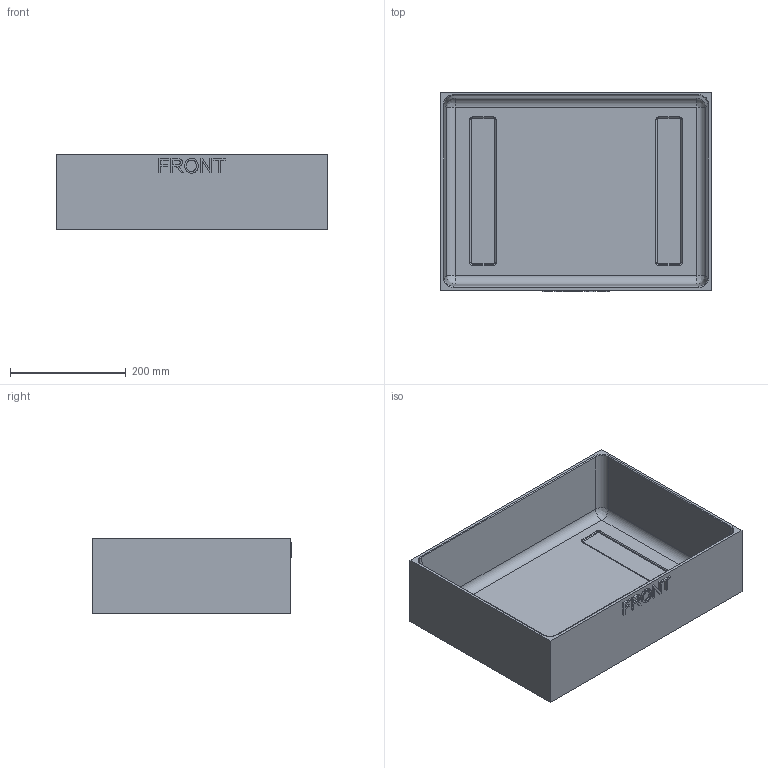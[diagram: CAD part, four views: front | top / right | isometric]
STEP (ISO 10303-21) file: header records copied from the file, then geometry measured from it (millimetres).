
FILE_DESCRIPTION( ( 'Unknown' ), '1' );
FILE_NAME( '2400-base_internal_tub.stp', 'Unknown', ( 'Unknown' ), ( 'Unknown' ), 'PSStep 10.1', 'Unknown', ' ' );
FILE_SCHEMA( ( 'AUTOMOTIVE_DESIGN { 1 0 10303 214 1 1 1 1 }' ) );
Length unit declared in the file: millimetre
Products named in the file (1): 1
Bounding box: 469.9 x 346.07 x 130.18 mm (x, y, z)
Volume: 2751717.5 mm3; surface area: 709468.1 mm2
Topology: 1 solids, 1 shells, 111 faces, 265 edges, 162 vertices
Faces by surface type: plane 53, bspline 30, cylinder 22, extrusion 6
Entity records: 4084 total; most frequent: CARTESIAN_POINT 1837, ORIENTED_EDGE 518, DIRECTION 363, EDGE_CURVE 259, VERTEX_POINT 162, AXIS2_PLACEMENT_3D 136, EDGE_LOOP 123, B_SPLINE_CURVE_WITH_KNOTS 116
